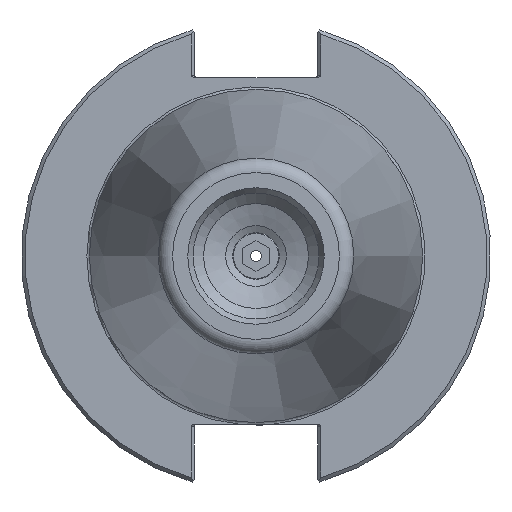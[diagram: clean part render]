
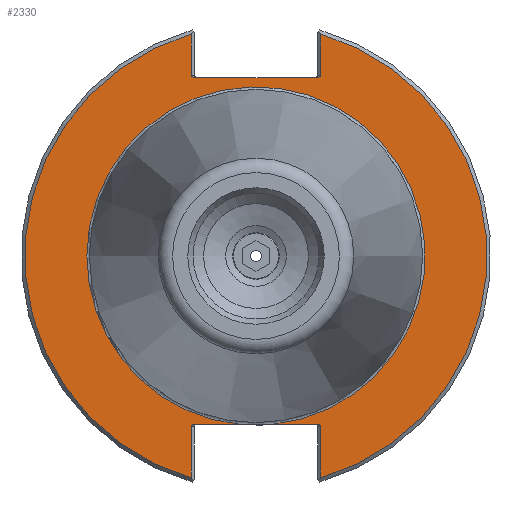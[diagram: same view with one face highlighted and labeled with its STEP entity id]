
A CAD part, left-side view. The second image highlights one B-rep face of the part: STEP entity #2330.
In plain terms, the highlighted planar face has unit normal (-1, 0, 0).
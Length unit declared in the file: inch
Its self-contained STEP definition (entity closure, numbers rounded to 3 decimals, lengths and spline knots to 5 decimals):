
#35=ELLIPSE('',#2484,0.02828,0.02);
#39=ELLIPSE('',#2493,0.02828,0.02);
#40=ELLIPSE('',#2497,0.02828,0.02);
#44=ELLIPSE('',#2506,0.02828,0.02);
#129=LINE('',#4521,#251);
#137=LINE('',#4553,#259);
#145=LINE('',#4584,#267);
#153=LINE('',#4616,#275);
#155=LINE('',#4641,#277);
#156=LINE('',#4643,#278);
#157=LINE('',#4645,#279);
#251=VECTOR('',#2859,0.33967);
#259=VECTOR('',#2885,0.42367);
#267=VECTOR('',#2909,0.42367);
#275=VECTOR('',#2935,0.33967);
#277=VECTOR('',#2947,0.36464);
#278=VECTOR('',#2950,1.00843);
#279=VECTOR('',#2953,0.36464);
#358=PLANE('',#2517);
#702=FACE_OUTER_BOUND('',#866,.T.);
#866=EDGE_LOOP('',(#1865,#1866,#1867,#1868,#1869,#1870,#1871,#1872,#1873,
#1874,#1875,#1876,#1877,#1878));
#1016=CIRCLE('',#2515,1.395);
#1018=CIRCLE('',#2518,1.9075);
#1019=CIRCLE('',#2519,1.9075);
#1171=VERTEX_POINT('',#4506);
#1172=VERTEX_POINT('',#4508);
#1175=VERTEX_POINT('',#4520);
#1180=VERTEX_POINT('',#4538);
#1181=VERTEX_POINT('',#4540);
#1184=VERTEX_POINT('',#4552);
#1186=VERTEX_POINT('',#4560);
#1187=VERTEX_POINT('',#4561);
#1193=VERTEX_POINT('',#4580);
#1196=VERTEX_POINT('',#4594);
#1197=VERTEX_POINT('',#4596);
#1202=VERTEX_POINT('',#4612);
#1204=VERTEX_POINT('',#4624);
#1205=VERTEX_POINT('',#4625);
#1417=EDGE_CURVE('',#1171,#1172,#35,.T.);
#1422=EDGE_CURVE('',#1172,#1175,#129,.T.);
#1431=EDGE_CURVE('',#1180,#1181,#39,.T.);
#1436=EDGE_CURVE('',#1181,#1184,#137,.T.);
#1439=EDGE_CURVE('',#1186,#1187,#40,.T.);
#1450=EDGE_CURVE('',#1193,#1186,#145,.T.);
#1455=EDGE_CURVE('',#1196,#1197,#44,.T.);
#1464=EDGE_CURVE('',#1202,#1196,#153,.T.);
#1468=EDGE_CURVE('',#1204,#1205,#1016,.T.);
#1470=EDGE_CURVE('',#1187,#1204,#155,.T.);
#1471=EDGE_CURVE('',#1175,#1193,#1018,.T.);
#1472=EDGE_CURVE('',#1197,#1171,#156,.T.);
#1473=EDGE_CURVE('',#1184,#1202,#1019,.T.);
#1474=EDGE_CURVE('',#1205,#1180,#157,.T.);
#1865=ORIENTED_EDGE('',*,*,#1468,.F.);
#1866=ORIENTED_EDGE('',*,*,#1470,.F.);
#1867=ORIENTED_EDGE('',*,*,#1439,.F.);
#1868=ORIENTED_EDGE('',*,*,#1450,.F.);
#1869=ORIENTED_EDGE('',*,*,#1471,.F.);
#1870=ORIENTED_EDGE('',*,*,#1422,.F.);
#1871=ORIENTED_EDGE('',*,*,#1417,.F.);
#1872=ORIENTED_EDGE('',*,*,#1472,.F.);
#1873=ORIENTED_EDGE('',*,*,#1455,.F.);
#1874=ORIENTED_EDGE('',*,*,#1464,.F.);
#1875=ORIENTED_EDGE('',*,*,#1473,.F.);
#1876=ORIENTED_EDGE('',*,*,#1436,.F.);
#1877=ORIENTED_EDGE('',*,*,#1431,.F.);
#1878=ORIENTED_EDGE('',*,*,#1474,.F.);
#2330=ADVANCED_FACE('',(#702),#358,.T.);
#2484=AXIS2_PLACEMENT_3D('',#4509,#2850,#2851);
#2493=AXIS2_PLACEMENT_3D('',#4541,#2876,#2877);
#2497=AXIS2_PLACEMENT_3D('',#4562,#2889,#2890);
#2506=AXIS2_PLACEMENT_3D('',#4597,#2917,#2918);
#2515=AXIS2_PLACEMENT_3D('',#4637,#2941,#2942);
#2517=AXIS2_PLACEMENT_3D('',#4640,#2945,#2946);
#2518=AXIS2_PLACEMENT_3D('',#4642,#2948,#2949);
#2519=AXIS2_PLACEMENT_3D('',#4644,#2951,#2952);
#2850=DIRECTION('center_axis',(-1.,0.,0.));
#2851=DIRECTION('ref_axis',(0.,-1.,0.));
#2859=DIRECTION('',(0.,0.,1.));
#2876=DIRECTION('center_axis',(-1.,0.,0.));
#2877=DIRECTION('ref_axis',(0.,1.,0.));
#2885=DIRECTION('',(0.,0.,-1.));
#2889=DIRECTION('center_axis',(-1.,0.,0.));
#2890=DIRECTION('ref_axis',(0.,-1.,0.));
#2909=DIRECTION('',(0.,0.,1.));
#2917=DIRECTION('center_axis',(-1.,0.,0.));
#2918=DIRECTION('ref_axis',(0.,1.,0.));
#2935=DIRECTION('',(0.,0.,-1.));
#2941=DIRECTION('center_axis',(-1.,0.,0.));
#2942=DIRECTION('ref_axis',(0.,-1.,0.));
#2945=DIRECTION('center_axis',(-1.,0.,0.));
#2946=DIRECTION('ref_axis',(0.,0.,1.));
#2947=DIRECTION('',(0.,1.,0.));
#2948=DIRECTION('center_axis',(1.,0.,0.));
#2949=DIRECTION('ref_axis',(0.,-1.,0.));
#2950=DIRECTION('',(0.,-1.,0.));
#2951=DIRECTION('center_axis',(1.,0.,0.));
#2952=DIRECTION('ref_axis',(0.,1.,0.));
#2953=DIRECTION('',(0.,1.,0.));
#4506=CARTESIAN_POINT('',(0.125,-0.50422,1.472));
#4508=CARTESIAN_POINT('',(0.125,-0.5325,1.492));
#4509=CARTESIAN_POINT('Origin',(0.125,-0.50422,1.492));
#4520=CARTESIAN_POINT('',(0.125,-0.5325,1.83167));
#4521=CARTESIAN_POINT('',(0.125,-0.5325,0.736));
#4538=CARTESIAN_POINT('',(0.125,0.50422,-1.388));
#4540=CARTESIAN_POINT('',(0.125,0.5325,-1.408));
#4541=CARTESIAN_POINT('Origin',(0.125,0.50422,-1.408));
#4552=CARTESIAN_POINT('',(0.125,0.5325,-1.83167));
#4553=CARTESIAN_POINT('',(0.125,0.5325,-0.694));
#4560=CARTESIAN_POINT('',(0.125,-0.5325,-1.408));
#4561=CARTESIAN_POINT('',(0.125,-0.50422,-1.388));
#4562=CARTESIAN_POINT('Origin',(0.125,-0.50422,-1.408));
#4580=CARTESIAN_POINT('',(0.125,-0.5325,-1.83167));
#4584=CARTESIAN_POINT('',(0.125,-0.5325,-0.694));
#4594=CARTESIAN_POINT('',(0.125,0.5325,1.492));
#4596=CARTESIAN_POINT('',(0.125,0.50422,1.472));
#4597=CARTESIAN_POINT('Origin',(0.125,0.50422,1.492));
#4612=CARTESIAN_POINT('',(0.125,0.5325,1.83167));
#4616=CARTESIAN_POINT('',(0.125,0.5325,0.736));
#4624=CARTESIAN_POINT('',(0.125,-0.13957,-1.388));
#4625=CARTESIAN_POINT('',(0.125,0.13957,-1.388));
#4637=CARTESIAN_POINT('Origin',(0.125,0.,0.));
#4640=CARTESIAN_POINT('Origin',(0.125,1.65625,0.));
#4641=CARTESIAN_POINT('',(0.125,0.82813,-1.388));
#4642=CARTESIAN_POINT('Origin',(0.125,0.,0.));
#4643=CARTESIAN_POINT('',(0.125,0.82813,1.472));
#4644=CARTESIAN_POINT('Origin',(0.125,0.,0.));
#4645=CARTESIAN_POINT('',(0.125,0.82813,-1.388));
